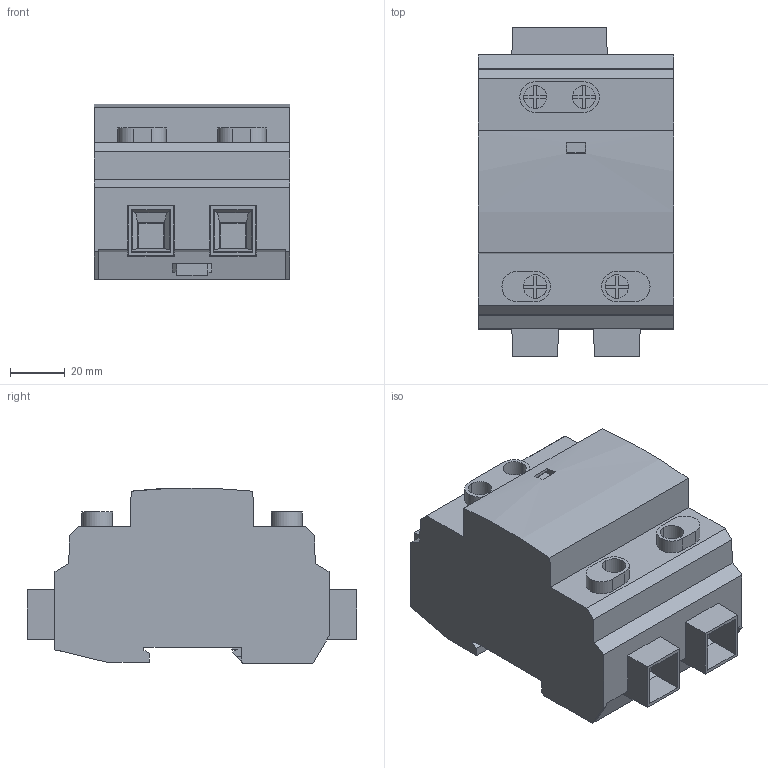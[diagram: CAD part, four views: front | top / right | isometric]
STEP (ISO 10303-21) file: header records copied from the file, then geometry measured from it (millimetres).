
FILE_DESCRIPTION(('Creo Elements/Direct Modeling STEP Export'),'2;1');
FILE_NAME('model.stp','2018-02-09T 6:41:37',(''),(''),'Creo Elements/Direct Modeling STEP processor for AP214 (Solid Model)','Creo Elements/Direct Modeling 18.1I 14-Aug-2016 (C) Parametric Technology GmbH','');
FILE_SCHEMA(('AUTOMOTIVE_DESIGN { 1 0 10303 214 1 1 1 1 }'));
Length unit declared in the file: millimetre
Products named in the file (2): VAL_MB_T1_T2...DC_PV_2_V-select
Assembly tree (1 placements, depth 2):
  VAL_MB_T1_T2...DC_PV_2_V-select
    VAL_MB_T1_T2...DC_PV_2_V-select
Bounding box: 71.2 x 120 x 63.96 mm (x, y, z)
Volume: 353004.8 mm3; surface area: 47202.3 mm2
Topology: 1 solids, 1 shells, 314 faces, 834 edges, 553 vertices
Faces by surface type: plane 297, cylinder 17
Entity records: 11886 total; most frequent: CARTESIAN_POINT 1669, ORIENTED_EDGE 1668, DIRECTION 1425, EDGE_CURVE 834, VECTOR 749, LINE 749, VERTEX_POINT 553, EDGE_LOOP 345
